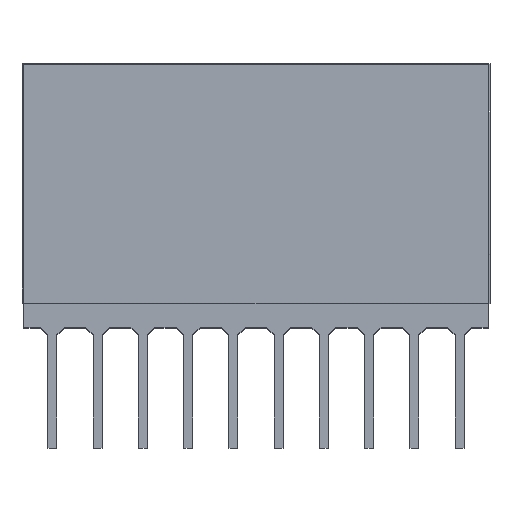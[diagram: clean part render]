
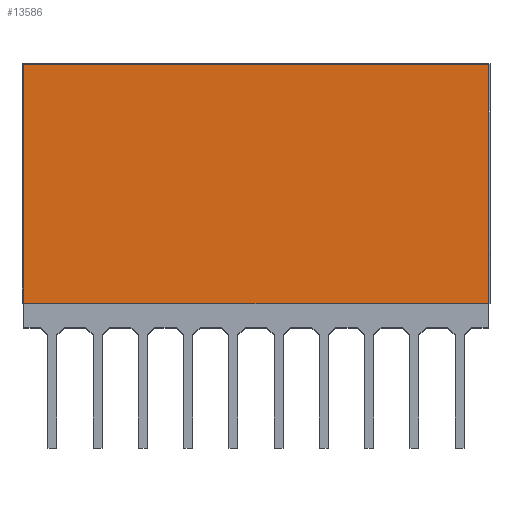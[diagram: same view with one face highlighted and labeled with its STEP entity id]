
A CAD part, top view. The second image highlights one B-rep face of the part: STEP entity #13586.
In plain terms, the highlighted planar face has unit normal (0, 0, 1).
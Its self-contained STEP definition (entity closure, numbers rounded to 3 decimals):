
#12 = AXIS2_PLACEMENT_3D ( 'NONE', #15945, #9417, #8136 ) ;
#1010 = VERTEX_POINT ( 'NONE', #3918 ) ;
#1394 = CARTESIAN_POINT ( 'NONE',  ( 26.18, 13.41, 0.318 ) ) ;
#1906 = VERTEX_POINT ( 'NONE', #11191 ) ;
#1994 = CARTESIAN_POINT ( 'NONE',  ( 0.1, 0., 0.318 ) ) ;
#2073 = ORIENTED_EDGE ( 'NONE', *, *, #6817, .T. ) ;
#2341 = DIRECTION ( 'NONE',  ( 0., 1., 0. ) ) ;
#2457 = DIRECTION ( 'NONE',  ( -1., 0., 0. ) ) ;
#3238 = CARTESIAN_POINT ( 'NONE',  ( 0.1, 0., 0.318 ) ) ;
#3507 = CARTESIAN_POINT ( 'NONE',  ( 0.1, 13.41, 0.318 ) ) ;
#3918 = CARTESIAN_POINT ( 'NONE',  ( 26.18, 0., 0.318 ) ) ;
#4010 = VERTEX_POINT ( 'NONE', #1394 ) ;
#4244 = EDGE_CURVE ( 'NONE', #1906, #7339, #16483, .T. ) ;
#4464 = LINE ( 'NONE', #5203, #7590 ) ;
#5203 = CARTESIAN_POINT ( 'NONE',  ( 26.18, 13.41, 0.318 ) ) ;
#6817 = EDGE_CURVE ( 'NONE', #7339, #1010, #13858, .T. ) ;
#7339 = VERTEX_POINT ( 'NONE', #1994 ) ;
#7590 = VECTOR ( 'NONE', #2341, 1000. ) ;
#8136 = DIRECTION ( 'NONE',  ( 1., 0., 0. ) ) ;
#8372 = EDGE_CURVE ( 'NONE', #1010, #4010, #4464, .T. ) ;
#8825 = ORIENTED_EDGE ( 'NONE', *, *, #12089, .T. ) ;
#9234 = EDGE_LOOP ( 'NONE', ( #15643, #2073, #13458, #8825 ) ) ;
#9302 = PLANE ( 'NONE',  #12 ) ;
#9417 = DIRECTION ( 'NONE',  ( 0., 0., 1. ) ) ;
#11191 = CARTESIAN_POINT ( 'NONE',  ( 0.1, 13.41, 0.318 ) ) ;
#12089 = EDGE_CURVE ( 'NONE', #4010, #1906, #16851, .T. ) ;
#12116 = VECTOR ( 'NONE', #2457, 1000. ) ;
#12493 = FACE_OUTER_BOUND ( 'NONE', #9234, .T. ) ;
#13458 = ORIENTED_EDGE ( 'NONE', *, *, #8372, .T. ) ;
#13586 = ADVANCED_FACE ( 'NONE', ( #12493 ), #9302, .T. ) ;
#13858 = LINE ( 'NONE', #3238, #16310 ) ;
#13948 = DIRECTION ( 'NONE',  ( 1., 0., 0. ) ) ;
#14445 = CARTESIAN_POINT ( 'NONE',  ( 0.1, 13.41, 0.318 ) ) ;
#14452 = VECTOR ( 'NONE', #15754, 1000. ) ;
#15643 = ORIENTED_EDGE ( 'NONE', *, *, #4244, .T. ) ;
#15754 = DIRECTION ( 'NONE',  ( 0., -1., 0. ) ) ;
#15945 = CARTESIAN_POINT ( 'NONE',  ( 0., 0., 0.318 ) ) ;
#16310 = VECTOR ( 'NONE', #13948, 1000. ) ;
#16483 = LINE ( 'NONE', #14445, #14452 ) ;
#16851 = LINE ( 'NONE', #3507, #12116 ) ;
